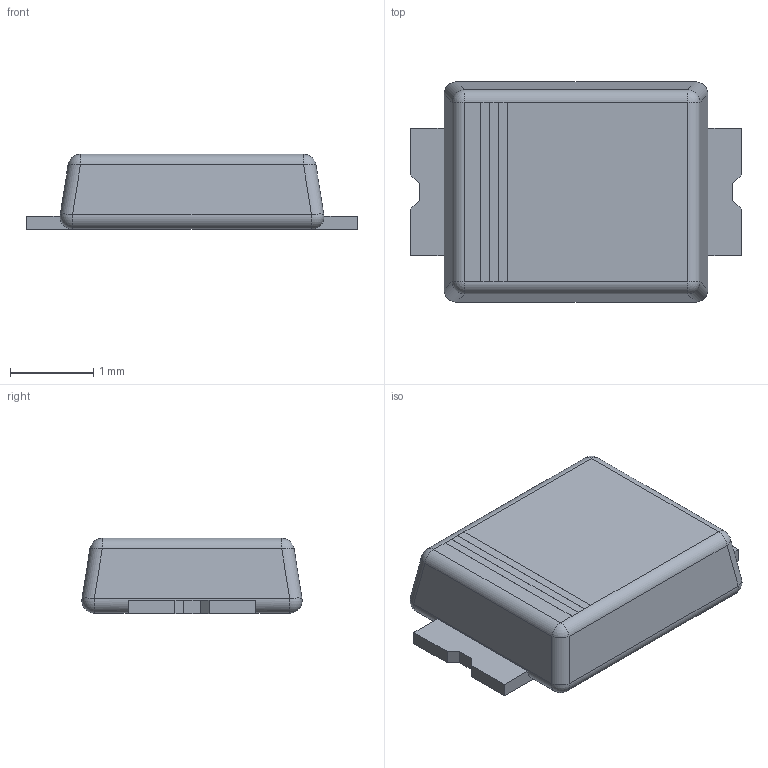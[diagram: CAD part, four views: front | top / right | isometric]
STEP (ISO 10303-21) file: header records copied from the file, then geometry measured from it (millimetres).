
FILE_DESCRIPTION(/* description */ (''),/* implementation_level */ '2;1');
FILE_NAME(/* name */ 'SMAF.step',/* time_stamp */ '2022-10-18T19:21:00-06:00',/* author */ (''),/* organization */ (''),/* preprocessor_version */ 'ST-DEVELOPER v19',/* originating_system */ 'Autodesk Translation Framework v11.7.0.108',/* authorisation */ '');
FILE_SCHEMA (('AUTOMOTIVE_DESIGN { 1 0 10303 214 3 1 1 }'));
Length unit declared in the file: millimetre
Products named in the file (1): SMAF
Bounding box: 3.98 x 2.65 x 0.91 mm (x, y, z)
Volume: 7.2 mm3; surface area: 27.2 mm2
Topology: 1 solids, 1 shells, 58 faces, 144 edges, 80 vertices
Faces by surface type: plane 38, cylinder 12, sphere 8
Entity records: 1725 total; most frequent: DIRECTION 282, CARTESIAN_POINT 275, ORIENTED_EDGE 272, EDGE_CURVE 136, LINE 108, VECTOR 108, AXIS2_PLACEMENT_3D 87, VERTEX_POINT 80
